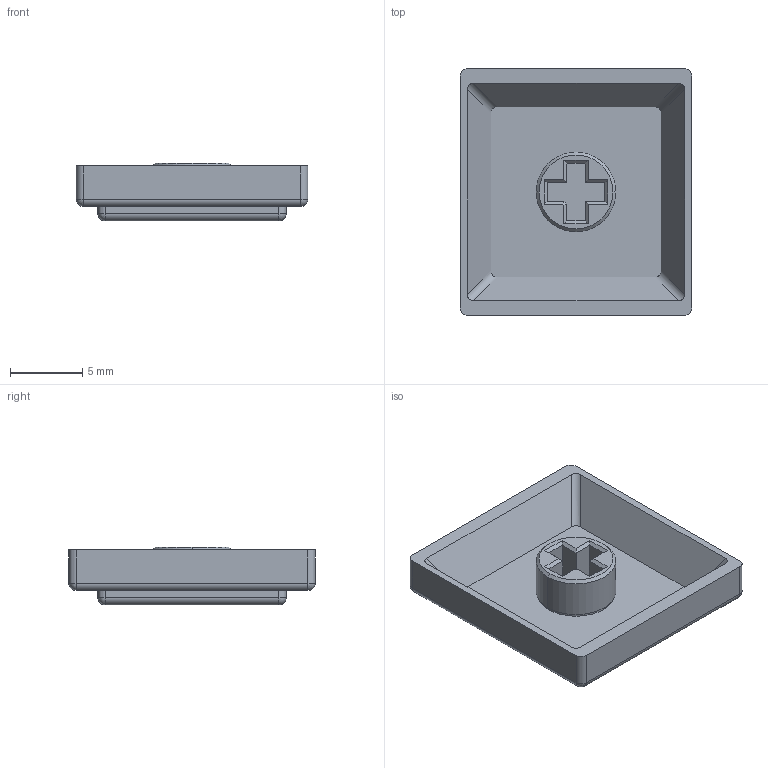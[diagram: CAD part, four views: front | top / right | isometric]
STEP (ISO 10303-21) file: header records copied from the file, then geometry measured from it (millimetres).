
FILE_DESCRIPTION (( 'STEP AP214' ), '1' );
FILE_NAME ('keycap-bump.STEP', '2025-01-28T07:25:35', ( '' ), ( '' ), 'SwSTEP 2.0', 'SolidWorks 2020', '' );
FILE_SCHEMA (( 'AUTOMOTIVE_DESIGN' ));
Length unit declared in the file: millimetre
Products named in the file (1): keycap-bump
Bounding box: 16 x 17 x 4 mm (x, y, z)
Volume: 430.5 mm3; surface area: 940.9 mm2
Topology: 1 solids, 1 shells, 98 faces, 234 edges, 136 vertices
Faces by surface type: plane 58, cylinder 24, sphere 12, torus 2, cone 2
Entity records: 2746 total; most frequent: CARTESIAN_POINT 485, DIRECTION 470, ORIENTED_EDGE 452, EDGE_CURVE 226, VECTOR 164, LINE 164, AXIS2_PLACEMENT_3D 153, VERTEX_POINT 136
